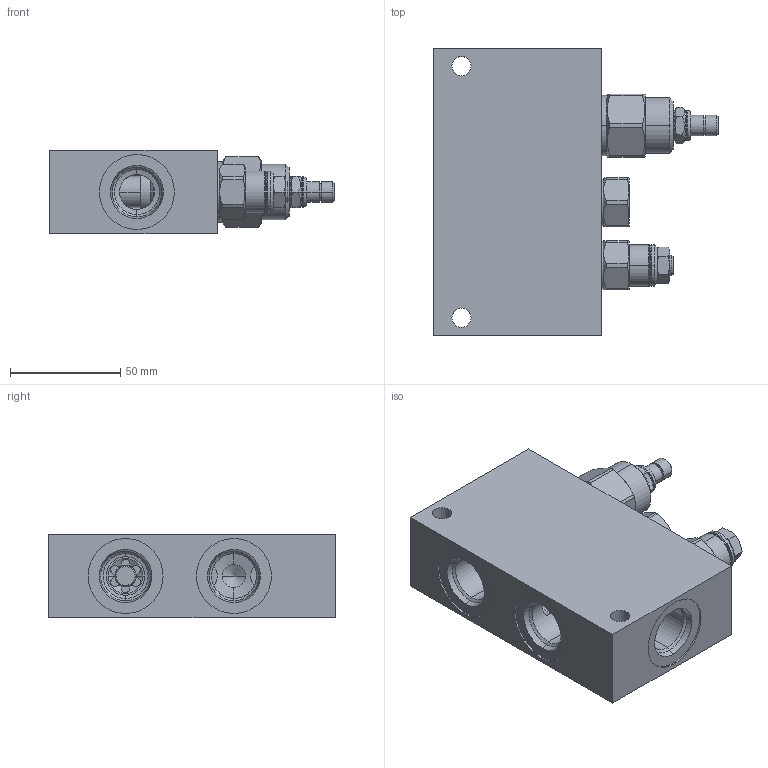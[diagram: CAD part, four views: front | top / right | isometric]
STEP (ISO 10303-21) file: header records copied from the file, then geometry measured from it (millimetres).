
FILE_DESCRIPTION((''),'2;1');
FILE_NAME('YDCDLHNAK_ASM','2021-10-28T',('ProEService'),(''),'PRO/ENGINEER BY PARAMETRIC TECHNOLOGY CORPORATION, 2014200','PRO/ENGINEER BY PARAMETRIC TECHNOLOGY CORPORATION, 2014200','');
FILE_SCHEMA(('CONFIG_CONTROL_DESIGN'));
Length unit declared in the file: inch
Products named in the file (5): 150-817-002; CKEBLCN; CODAXEN; CBCALHN; YDCDLHNAK_ASM
Assembly tree (4 placements, depth 2):
  YDCDLHNAK_ASM
    150-817-002
    CKEBLCN
    CODAXEN
    CBCALHN
Bounding box: 129.36 x 130.18 x 38.1 mm (x, y, z)
Volume: 361438.4 mm3; surface area: 82078.5 mm2
Topology: 13 solids, 16 shells, 746 faces, 2100 edges, 1546 vertices
Faces by surface type: cylinder 290, plane 163, cone 158, torus 74, revolution 36, bspline 21, sphere 4
Entity records: 33792 total; most frequent: CARTESIAN_POINT 14826, DIRECTION 4005, ORIENTED_EDGE 3448, EDGE_CURVE 1724, AXIS2_PLACEMENT_3D 1513, VERTEX_POINT 1049, VECTOR 943, LINE 943
